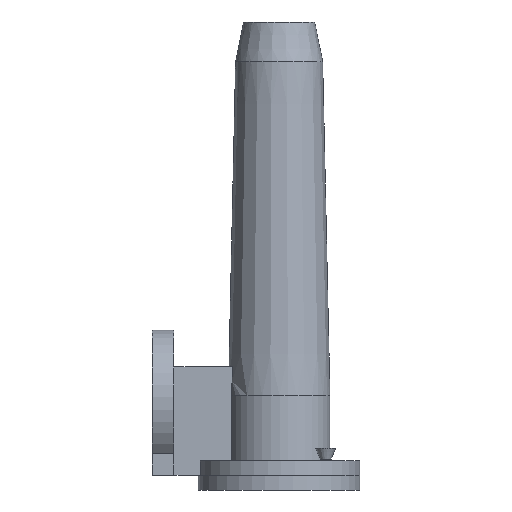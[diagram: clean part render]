
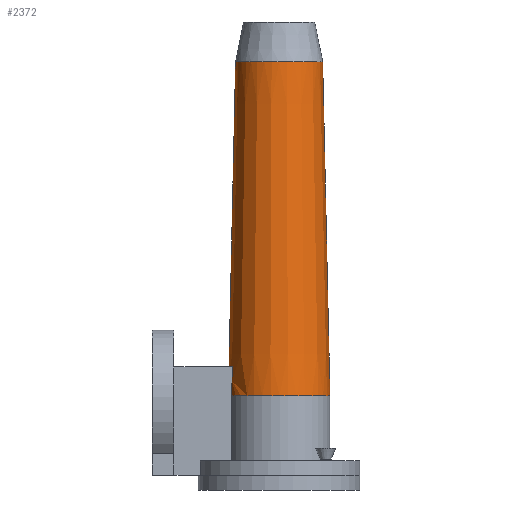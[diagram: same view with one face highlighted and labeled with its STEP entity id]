
A CAD part, front view. The second image highlights one B-rep face of the part: STEP entity #2372.
In plain terms, the highlighted conical face has half-angle 1.245 degrees and reference radius 14 mm.
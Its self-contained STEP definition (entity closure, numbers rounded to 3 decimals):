
#471 = PLANE('',#472);
#472 = AXIS2_PLACEMENT_3D('',#473,#474,#475);
#473 = CARTESIAN_POINT('',(35.,-5.,0.));
#474 = DIRECTION('',(0.,-1.,0.));
#475 = DIRECTION('',(-1.,0.,0.));
#1080 = VERTEX_POINT('',#1081);
#1081 = CARTESIAN_POINT('',(21.923,-5.,22.));
#1094 = CYLINDRICAL_SURFACE('',#1095,14.);
#1095 = AXIS2_PLACEMENT_3D('',#1096,#1097,#1098);
#1096 = CARTESIAN_POINT('',(35.,0.,0.));
#1097 = DIRECTION('',(0.,0.,1.));
#1098 = DIRECTION('',(1.,0.,-0.));
#1105 = EDGE_CURVE('',#1080,#1106,#1108,.T.);
#1106 = VERTEX_POINT('',#1107);
#1107 = CARTESIAN_POINT('',(22.11,-5.,30.));
#1108 = SURFACE_CURVE('',#1109,(#1114,#1121),.PCURVE_S1.);
#1109 = HYPERBOLA('',#1110,230.,5.);
#1110 = AXIS2_PLACEMENT_3D('',#1111,#1112,#1113);
#1111 = CARTESIAN_POINT('',(35.,-5.,666.));
#1112 = DIRECTION('',(0.,-1.,0.));
#1113 = DIRECTION('',(-0.,-0.,-1.));
#1114 = PCURVE('',#471,#1115);
#1115 = DEFINITIONAL_REPRESENTATION('',(#1116),#1120);
#1116 = ( BOUNDED_CURVE() B_SPLINE_CURVE(2,(#1117,#1118,#1119),
.UNSPECIFIED.,.F.,.F.) B_SPLINE_CURVE_WITH_KNOTS((3,3),(-1.689,
-1.671),.PIECEWISE_BEZIER_KNOTS.) CURVE() 
GEOMETRIC_REPRESENTATION_ITEM() RATIONAL_B_SPLINE_CURVE((1.,
1.,1.)) REPRESENTATION_ITEM('') );
#1117 = CARTESIAN_POINT('',(13.077,-22.));
#1118 = CARTESIAN_POINT('',(12.947,-27.554));
#1119 = CARTESIAN_POINT('',(12.82,-33.));
#1120 = ( GEOMETRIC_REPRESENTATION_CONTEXT(2) 
PARAMETRIC_REPRESENTATION_CONTEXT() REPRESENTATION_CONTEXT('2D SPACE',''
  ) );
#1121 = PCURVE('',#1122,#1127);
#1122 = CONICAL_SURFACE('',#1123,14.,0.022);
#1123 = AXIS2_PLACEMENT_3D('',#1124,#1125,#1126);
#1124 = CARTESIAN_POINT('',(35.,0.,22.));
#1125 = DIRECTION('',(-0.,-0.,-1.));
#1126 = DIRECTION('',(1.,0.,-0.));
#1127 = DEFINITIONAL_REPRESENTATION('',(#1128),#1135);
#1128 = B_SPLINE_CURVE_WITH_KNOTS('',5,(#1129,#1130,#1131,#1132,#1133,
    #1134),.UNSPECIFIED.,.F.,.F.,(6,6),(-1.689,-1.671),
  .PIECEWISE_BEZIER_KNOTS.);
#1129 = CARTESIAN_POINT('',(-3.507,0.));
#1130 = CARTESIAN_POINT('',(-3.508,-2.222));
#1131 = CARTESIAN_POINT('',(-3.509,-4.433));
#1132 = CARTESIAN_POINT('',(-3.511,-6.633));
#1133 = CARTESIAN_POINT('',(-3.512,-8.822));
#1134 = CARTESIAN_POINT('',(-3.513,-11.));
#1135 = ( GEOMETRIC_REPRESENTATION_CONTEXT(2) 
PARAMETRIC_REPRESENTATION_CONTEXT() REPRESENTATION_CONTEXT('2D SPACE',''
  ) );
#1153 = PLANE('',#1154);
#1154 = AXIS2_PLACEMENT_3D('',#1155,#1156,#1157);
#1155 = CARTESIAN_POINT('',(20.,0.,30.));
#1156 = DIRECTION('',(-0.,-0.,-1.));
#1157 = DIRECTION('',(-1.,0.,0.));
#1275 = PLANE('',#1276);
#1276 = AXIS2_PLACEMENT_3D('',#1277,#1278,#1279);
#1277 = CARTESIAN_POINT('',(5.,5.,0.));
#1278 = DIRECTION('',(0.,1.,0.));
#1279 = DIRECTION('',(1.,0.,0.));
#1895 = CYLINDRICAL_SURFACE('',#1896,14.);
#1896 = AXIS2_PLACEMENT_3D('',#1897,#1898,#1899);
#1897 = CARTESIAN_POINT('',(35.,0.,0.));
#1898 = DIRECTION('',(0.,0.,1.));
#1899 = DIRECTION('',(1.,0.,-0.));
#2325 = VERTEX_POINT('',#2326);
#2326 = CARTESIAN_POINT('',(22.11,5.,30.));
#2347 = EDGE_CURVE('',#2325,#1106,#2348,.T.);
#2348 = SURFACE_CURVE('',#2349,(#2354,#2365),.PCURVE_S1.);
#2349 = CIRCLE('',#2350,13.826);
#2350 = AXIS2_PLACEMENT_3D('',#2351,#2352,#2353);
#2351 = CARTESIAN_POINT('',(35.,0.,30.));
#2352 = DIRECTION('',(0.,0.,1.));
#2353 = DIRECTION('',(1.,0.,-0.));
#2354 = PCURVE('',#1153,#2355);
#2355 = DEFINITIONAL_REPRESENTATION('',(#2356),#2364);
#2356 = ( BOUNDED_CURVE() B_SPLINE_CURVE(2,(#2357,#2358,#2359,#2360,
#2361,#2362,#2363),.UNSPECIFIED.,.T.,.F.) B_SPLINE_CURVE_WITH_KNOTS((1,2
    ,2,2,2,1),(-2.094,0.,2.094,4.189,
6.283,8.378),.UNSPECIFIED.) CURVE() 
GEOMETRIC_REPRESENTATION_ITEM() RATIONAL_B_SPLINE_CURVE((1.,0.5,1.,0.5,
1.,0.5,1.)) REPRESENTATION_ITEM('') );
#2357 = CARTESIAN_POINT('',(-28.826,0.));
#2358 = CARTESIAN_POINT('',(-28.826,23.947));
#2359 = CARTESIAN_POINT('',(-8.087,11.974));
#2360 = CARTESIAN_POINT('',(12.652,0.));
#2361 = CARTESIAN_POINT('',(-8.087,-11.974));
#2362 = CARTESIAN_POINT('',(-28.826,-23.947));
#2363 = CARTESIAN_POINT('',(-28.826,0.));
#2364 = ( GEOMETRIC_REPRESENTATION_CONTEXT(2) 
PARAMETRIC_REPRESENTATION_CONTEXT() REPRESENTATION_CONTEXT('2D SPACE',''
  ) );
#2365 = PCURVE('',#1122,#2366);
#2366 = DEFINITIONAL_REPRESENTATION('',(#2367),#2371);
#2367 = LINE('',#2368,#2369);
#2368 = CARTESIAN_POINT('',(-0.,-8.));
#2369 = VECTOR('',#2370,1.);
#2370 = DIRECTION('',(-1.,-0.));
#2371 = ( GEOMETRIC_REPRESENTATION_CONTEXT(2) 
PARAMETRIC_REPRESENTATION_CONTEXT() REPRESENTATION_CONTEXT('2D SPACE',''
  ) );
#2372 = ADVANCED_FACE('',(#2373),#1122,.T.);
#2373 = FACE_BOUND('',#2374,.T.);
#2374 = EDGE_LOOP('',(#2375,#2397,#2421,#2446,#2447,#2448,#2470,#2471));
#2375 = ORIENTED_EDGE('',*,*,#2376,.F.);
#2376 = EDGE_CURVE('',#2377,#2379,#2381,.T.);
#2377 = VERTEX_POINT('',#2378);
#2378 = CARTESIAN_POINT('',(49.,0.,22.));
#2379 = VERTEX_POINT('',#2380);
#2380 = CARTESIAN_POINT('',(47.,0.,114.));
#2381 = SEAM_CURVE('',#2382,(#2385,#2391),.PCURVE_S1.);
#2382 = B_SPLINE_CURVE_WITH_KNOTS('',1,(#2383,#2384),.UNSPECIFIED.,.F.,
  .F.,(2,2),(0.,1.),.PIECEWISE_BEZIER_KNOTS.);
#2383 = CARTESIAN_POINT('',(49.,0.,22.));
#2384 = CARTESIAN_POINT('',(47.,0.,114.));
#2385 = PCURVE('',#1122,#2386);
#2386 = DEFINITIONAL_REPRESENTATION('',(#2387),#2390);
#2387 = B_SPLINE_CURVE_WITH_KNOTS('',1,(#2388,#2389),.UNSPECIFIED.,.F.,
  .F.,(2,2),(0.,1.),.PIECEWISE_BEZIER_KNOTS.);
#2388 = CARTESIAN_POINT('',(0.,0.));
#2389 = CARTESIAN_POINT('',(0.,-92.));
#2390 = ( GEOMETRIC_REPRESENTATION_CONTEXT(2) 
PARAMETRIC_REPRESENTATION_CONTEXT() REPRESENTATION_CONTEXT('2D SPACE',''
  ) );
#2391 = PCURVE('',#1122,#2392);
#2392 = DEFINITIONAL_REPRESENTATION('',(#2393),#2396);
#2393 = B_SPLINE_CURVE_WITH_KNOTS('',1,(#2394,#2395),.UNSPECIFIED.,.F.,
  .F.,(2,2),(0.,1.),.PIECEWISE_BEZIER_KNOTS.);
#2394 = CARTESIAN_POINT('',(-6.283,0.));
#2395 = CARTESIAN_POINT('',(-6.283,-92.));
#2396 = ( GEOMETRIC_REPRESENTATION_CONTEXT(2) 
PARAMETRIC_REPRESENTATION_CONTEXT() REPRESENTATION_CONTEXT('2D SPACE',''
  ) );
#2397 = ORIENTED_EDGE('',*,*,#2398,.T.);
#2398 = EDGE_CURVE('',#2377,#2399,#2401,.T.);
#2399 = VERTEX_POINT('',#2400);
#2400 = CARTESIAN_POINT('',(21.923,5.,22.));
#2401 = SURFACE_CURVE('',#2402,(#2407,#2414),.PCURVE_S1.);
#2402 = CIRCLE('',#2403,14.);
#2403 = AXIS2_PLACEMENT_3D('',#2404,#2405,#2406);
#2404 = CARTESIAN_POINT('',(35.,0.,22.));
#2405 = DIRECTION('',(0.,0.,1.));
#2406 = DIRECTION('',(1.,0.,-0.));
#2407 = PCURVE('',#1122,#2408);
#2408 = DEFINITIONAL_REPRESENTATION('',(#2409),#2413);
#2409 = LINE('',#2410,#2411);
#2410 = CARTESIAN_POINT('',(-0.,-0.));
#2411 = VECTOR('',#2412,1.);
#2412 = DIRECTION('',(-1.,-0.));
#2413 = ( GEOMETRIC_REPRESENTATION_CONTEXT(2) 
PARAMETRIC_REPRESENTATION_CONTEXT() REPRESENTATION_CONTEXT('2D SPACE',''
  ) );
#2414 = PCURVE('',#1895,#2415);
#2415 = DEFINITIONAL_REPRESENTATION('',(#2416),#2420);
#2416 = LINE('',#2417,#2418);
#2417 = CARTESIAN_POINT('',(0.,22.));
#2418 = VECTOR('',#2419,1.);
#2419 = DIRECTION('',(1.,0.));
#2420 = ( GEOMETRIC_REPRESENTATION_CONTEXT(2) 
PARAMETRIC_REPRESENTATION_CONTEXT() REPRESENTATION_CONTEXT('2D SPACE',''
  ) );
#2421 = ORIENTED_EDGE('',*,*,#2422,.F.);
#2422 = EDGE_CURVE('',#2325,#2399,#2423,.T.);
#2423 = SURFACE_CURVE('',#2424,(#2429,#2439),.PCURVE_S1.);
#2424 = HYPERBOLA('',#2425,230.,5.);
#2425 = AXIS2_PLACEMENT_3D('',#2426,#2427,#2428);
#2426 = CARTESIAN_POINT('',(35.,5.,666.));
#2427 = DIRECTION('',(0.,1.,0.));
#2428 = DIRECTION('',(0.,0.,-1.));
#2429 = PCURVE('',#1122,#2430);
#2430 = DEFINITIONAL_REPRESENTATION('',(#2431),#2438);
#2431 = B_SPLINE_CURVE_WITH_KNOTS('',5,(#2432,#2433,#2434,#2435,#2436,
    #2437),.UNSPECIFIED.,.F.,.F.,(6,6),(1.671,1.689),
  .PIECEWISE_BEZIER_KNOTS.);
#2432 = CARTESIAN_POINT('',(-2.77,-11.));
#2433 = CARTESIAN_POINT('',(-2.771,-8.822));
#2434 = CARTESIAN_POINT('',(-2.772,-6.633));
#2435 = CARTESIAN_POINT('',(-2.774,-4.433));
#2436 = CARTESIAN_POINT('',(-2.775,-2.222));
#2437 = CARTESIAN_POINT('',(-2.776,0.));
#2438 = ( GEOMETRIC_REPRESENTATION_CONTEXT(2) 
PARAMETRIC_REPRESENTATION_CONTEXT() REPRESENTATION_CONTEXT('2D SPACE',''
  ) );
#2439 = PCURVE('',#1275,#2440);
#2440 = DEFINITIONAL_REPRESENTATION('',(#2441),#2445);
#2441 = ( BOUNDED_CURVE() B_SPLINE_CURVE(2,(#2442,#2443,#2444),
.UNSPECIFIED.,.F.,.F.) B_SPLINE_CURVE_WITH_KNOTS((3,3),(1.671,
1.689),.PIECEWISE_BEZIER_KNOTS.) CURVE() 
GEOMETRIC_REPRESENTATION_ITEM() RATIONAL_B_SPLINE_CURVE((1.,
1.,1.)) REPRESENTATION_ITEM('') );
#2442 = CARTESIAN_POINT('',(17.18,-33.));
#2443 = CARTESIAN_POINT('',(17.053,-27.554));
#2444 = CARTESIAN_POINT('',(16.923,-22.));
#2445 = ( GEOMETRIC_REPRESENTATION_CONTEXT(2) 
PARAMETRIC_REPRESENTATION_CONTEXT() REPRESENTATION_CONTEXT('2D SPACE',''
  ) );
#2446 = ORIENTED_EDGE('',*,*,#2347,.T.);
#2447 = ORIENTED_EDGE('',*,*,#1105,.F.);
#2448 = ORIENTED_EDGE('',*,*,#2449,.T.);
#2449 = EDGE_CURVE('',#1080,#2377,#2450,.T.);
#2450 = SURFACE_CURVE('',#2451,(#2456,#2463),.PCURVE_S1.);
#2451 = CIRCLE('',#2452,14.);
#2452 = AXIS2_PLACEMENT_3D('',#2453,#2454,#2455);
#2453 = CARTESIAN_POINT('',(35.,0.,22.));
#2454 = DIRECTION('',(0.,0.,1.));
#2455 = DIRECTION('',(1.,0.,-0.));
#2456 = PCURVE('',#1122,#2457);
#2457 = DEFINITIONAL_REPRESENTATION('',(#2458),#2462);
#2458 = LINE('',#2459,#2460);
#2459 = CARTESIAN_POINT('',(-0.,-0.));
#2460 = VECTOR('',#2461,1.);
#2461 = DIRECTION('',(-1.,-0.));
#2462 = ( GEOMETRIC_REPRESENTATION_CONTEXT(2) 
PARAMETRIC_REPRESENTATION_CONTEXT() REPRESENTATION_CONTEXT('2D SPACE',''
  ) );
#2463 = PCURVE('',#1094,#2464);
#2464 = DEFINITIONAL_REPRESENTATION('',(#2465),#2469);
#2465 = LINE('',#2466,#2467);
#2466 = CARTESIAN_POINT('',(0.,22.));
#2467 = VECTOR('',#2468,1.);
#2468 = DIRECTION('',(1.,0.));
#2469 = ( GEOMETRIC_REPRESENTATION_CONTEXT(2) 
PARAMETRIC_REPRESENTATION_CONTEXT() REPRESENTATION_CONTEXT('2D SPACE',''
  ) );
#2470 = ORIENTED_EDGE('',*,*,#2376,.T.);
#2471 = ORIENTED_EDGE('',*,*,#2472,.F.);
#2472 = EDGE_CURVE('',#2379,#2379,#2473,.T.);
#2473 = SURFACE_CURVE('',#2474,(#2479,#2486),.PCURVE_S1.);
#2474 = CIRCLE('',#2475,12.);
#2475 = AXIS2_PLACEMENT_3D('',#2476,#2477,#2478);
#2476 = CARTESIAN_POINT('',(35.,0.,114.));
#2477 = DIRECTION('',(0.,0.,1.));
#2478 = DIRECTION('',(1.,0.,-0.));
#2479 = PCURVE('',#1122,#2480);
#2480 = DEFINITIONAL_REPRESENTATION('',(#2481),#2485);
#2481 = LINE('',#2482,#2483);
#2482 = CARTESIAN_POINT('',(-0.,-92.));
#2483 = VECTOR('',#2484,1.);
#2484 = DIRECTION('',(-1.,-0.));
#2485 = ( GEOMETRIC_REPRESENTATION_CONTEXT(2) 
PARAMETRIC_REPRESENTATION_CONTEXT() REPRESENTATION_CONTEXT('2D SPACE',''
  ) );
#2486 = PCURVE('',#2487,#2492);
#2487 = CONICAL_SURFACE('',#2488,12.,0.197);
#2488 = AXIS2_PLACEMENT_3D('',#2489,#2490,#2491);
#2489 = CARTESIAN_POINT('',(35.,0.,114.));
#2490 = DIRECTION('',(-0.,-0.,-1.));
#2491 = DIRECTION('',(1.,0.,-0.));
#2492 = DEFINITIONAL_REPRESENTATION('',(#2493),#2497);
#2493 = LINE('',#2494,#2495);
#2494 = CARTESIAN_POINT('',(-0.,-0.));
#2495 = VECTOR('',#2496,1.);
#2496 = DIRECTION('',(-1.,-0.));
#2497 = ( GEOMETRIC_REPRESENTATION_CONTEXT(2) 
PARAMETRIC_REPRESENTATION_CONTEXT() REPRESENTATION_CONTEXT('2D SPACE',''
  ) );
